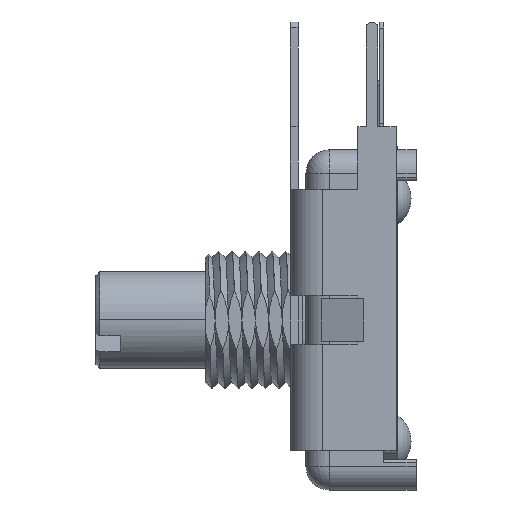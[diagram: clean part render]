
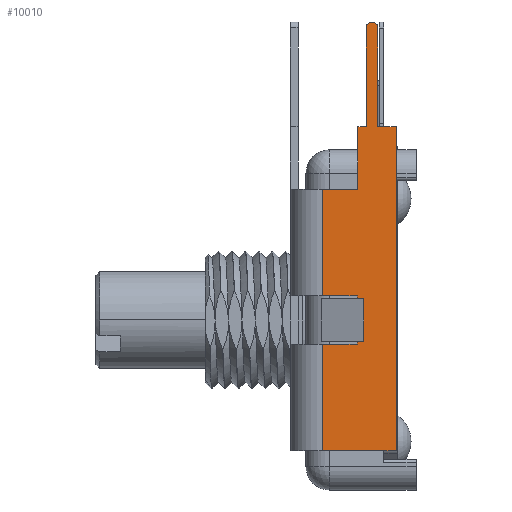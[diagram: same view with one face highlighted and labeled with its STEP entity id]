
A CAD part, left-side view. The second image highlights one B-rep face of the part: STEP entity #10010.
In plain terms, the highlighted planar face has unit normal (-1, 0, 0).
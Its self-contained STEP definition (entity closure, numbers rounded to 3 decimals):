
#130=DIRECTION('',(0.,0.,-1.));
#131=VECTOR('',#130,6.947);
#132=CARTESIAN_POINT('',(-11.684,4.013,8.534));
#133=LINE('',#132,#131);
#154=DIRECTION('',(0.,0.,-1.));
#155=VECTOR('',#154,6.947);
#156=CARTESIAN_POINT('',(-11.684,4.013,-1.588));
#157=LINE('',#156,#155);
#158=DIRECTION('',(0.,0.,-1.));
#159=VECTOR('',#158,0.191);
#160=CARTESIAN_POINT('',(-11.684,1.737,1.588));
#161=LINE('',#160,#159);
#162=DIRECTION('',(0.,-1.,0.));
#163=VECTOR('',#162,2.276);
#164=CARTESIAN_POINT('',(-11.684,4.013,1.588));
#165=LINE('',#164,#163);
#166=DIRECTION('',(0.,1.,0.));
#167=VECTOR('',#166,2.327);
#168=CARTESIAN_POINT('',(-11.684,1.686,8.534));
#169=LINE('',#168,#167);
#170=DIRECTION('',(0.,0.,-1.));
#171=VECTOR('',#170,4.089);
#172=CARTESIAN_POINT('',(-11.684,1.686,12.624));
#173=LINE('',#172,#171);
#174=DIRECTION('',(0.,1.,0.));
#175=VECTOR('',#174,0.533);
#176=CARTESIAN_POINT('',(-11.684,1.153,12.624));
#177=LINE('',#176,#175);
#178=DIRECTION('',(0.,0.,-1.));
#179=VECTOR('',#178,6.452);
#180=CARTESIAN_POINT('',(-11.684,1.153,19.075));
#181=LINE('',#180,#179);
#182=CARTESIAN_POINT('',(-11.684,0.772,19.075));
#183=DIRECTION('',(-1.,0.,0.));
#184=DIRECTION('',(0.,-1.,0.));
#185=AXIS2_PLACEMENT_3D('',#182,#183,#184);
#187=DIRECTION('',(0.,0.,1.));
#188=VECTOR('',#187,6.452);
#189=CARTESIAN_POINT('',(-11.684,0.391,12.624));
#190=LINE('',#189,#188);
#191=DIRECTION('',(0.,1.,0.));
#192=VECTOR('',#191,1.194);
#193=CARTESIAN_POINT('',(-11.684,-0.803,12.624));
#194=LINE('',#193,#192);
#195=DIRECTION('',(0.,0.,1.));
#196=VECTOR('',#195,21.158);
#197=CARTESIAN_POINT('',(-11.684,-0.803,-8.534));
#198=LINE('',#197,#196);
#199=DIRECTION('',(0.,-1.,0.));
#200=VECTOR('',#199,4.816);
#201=CARTESIAN_POINT('',(-11.684,4.013,-8.534));
#202=LINE('',#201,#200);
#203=DIRECTION('',(0.,1.,0.));
#204=VECTOR('',#203,2.276);
#205=CARTESIAN_POINT('',(-11.684,1.737,-1.588));
#206=LINE('',#205,#204);
#207=DIRECTION('',(0.,0.,-1.));
#208=VECTOR('',#207,0.191);
#209=CARTESIAN_POINT('',(-11.684,1.737,-1.397));
#210=LINE('',#209,#208);
#265=DIRECTION('',(0.,1.,0.));
#266=VECTOR('',#265,0.416);
#267=CARTESIAN_POINT('',(-11.684,1.321,-1.397));
#268=LINE('',#267,#266);
#873=DIRECTION('',(0.,1.,0.));
#874=VECTOR('',#873,0.416);
#875=CARTESIAN_POINT('',(-11.684,1.321,1.397));
#876=LINE('',#875,#874);
#5902=DIRECTION('',(0.,0.,1.));
#5903=VECTOR('',#5902,2.794);
#5904=CARTESIAN_POINT('',(-11.684,1.321,-1.397));
#5905=LINE('',#5904,#5903);
#8906=CARTESIAN_POINT('',(-11.684,-0.803,-8.534));
#8907=CARTESIAN_POINT('',(-11.684,-0.803,12.624));
#8908=VERTEX_POINT('',#8906);
#8909=VERTEX_POINT('',#8907);
#8954=CARTESIAN_POINT('',(-11.684,1.737,-1.588));
#8956=VERTEX_POINT('',#8954);
#8958=CARTESIAN_POINT('',(-11.684,1.737,1.588));
#8960=VERTEX_POINT('',#8958);
#8990=CARTESIAN_POINT('',(-11.684,0.391,12.624));
#8991=VERTEX_POINT('',#8990);
#8992=CARTESIAN_POINT('',(-11.684,1.153,12.624));
#8993=CARTESIAN_POINT('',(-11.684,1.686,12.624));
#8994=VERTEX_POINT('',#8992);
#8995=VERTEX_POINT('',#8993);
#8996=CARTESIAN_POINT('',(-11.684,1.686,8.534));
#8997=VERTEX_POINT('',#8996);
#9038=CARTESIAN_POINT('',(-11.684,0.391,19.075));
#9039=CARTESIAN_POINT('',(-11.684,1.153,19.075));
#9040=VERTEX_POINT('',#9038);
#9041=VERTEX_POINT('',#9039);
#9106=CARTESIAN_POINT('',(-11.684,4.013,-8.534));
#9107=VERTEX_POINT('',#9106);
#9118=CARTESIAN_POINT('',(-11.684,4.013,8.534));
#9119=CARTESIAN_POINT('',(-11.684,4.013,1.588));
#9120=VERTEX_POINT('',#9118);
#9121=VERTEX_POINT('',#9119);
#9128=CARTESIAN_POINT('',(-11.684,4.013,-1.588));
#9129=VERTEX_POINT('',#9128);
#9139=CARTESIAN_POINT('',(-11.684,1.737,-1.397));
#9141=VERTEX_POINT('',#9139);
#9146=CARTESIAN_POINT('',(-11.684,1.321,-1.397));
#9147=VERTEX_POINT('',#9146);
#9155=CARTESIAN_POINT('',(-11.684,1.737,1.397));
#9157=VERTEX_POINT('',#9155);
#9162=CARTESIAN_POINT('',(-11.684,1.321,1.397));
#9163=VERTEX_POINT('',#9162);
#9969=CARTESIAN_POINT('',(-11.684,16.342,0.));
#9970=DIRECTION('',(-1.,0.,0.));
#9971=DIRECTION('',(0.,1.,0.));
#9972=AXIS2_PLACEMENT_3D('',#9969,#9970,#9971);
#9973=PLANE('',#9972);
#9975=ORIENTED_EDGE('',*,*,#9974,.F.);
#9977=ORIENTED_EDGE('',*,*,#9976,.T.);
#9979=ORIENTED_EDGE('',*,*,#9978,.T.);
#9981=ORIENTED_EDGE('',*,*,#9980,.F.);
#9983=ORIENTED_EDGE('',*,*,#9982,.F.);
#9984=ORIENTED_EDGE('',*,*,#9944,.F.);
#9986=ORIENTED_EDGE('',*,*,#9985,.F.);
#9988=ORIENTED_EDGE('',*,*,#9987,.F.);
#9990=ORIENTED_EDGE('',*,*,#9989,.F.);
#9992=ORIENTED_EDGE('',*,*,#9991,.F.);
#9994=ORIENTED_EDGE('',*,*,#9993,.F.);
#9996=ORIENTED_EDGE('',*,*,#9995,.F.);
#9998=ORIENTED_EDGE('',*,*,#9997,.F.);
#10000=ORIENTED_EDGE('',*,*,#9999,.F.);
#10002=ORIENTED_EDGE('',*,*,#10001,.F.);
#10003=ORIENTED_EDGE('',*,*,#9964,.F.);
#10005=ORIENTED_EDGE('',*,*,#10004,.F.);
#10007=ORIENTED_EDGE('',*,*,#10006,.F.);
#10008=EDGE_LOOP('',(#9975,#9977,#9979,#9981,#9983,#9984,#9986,#9988,#9990,
#9992,#9994,#9996,#9998,#10000,#10002,#10003,#10005,#10007));
#10009=FACE_OUTER_BOUND('',#10008,.F.);
#10010=ADVANCED_FACE('',(#10009),#9973,.T.);
#186=CIRCLE('',#185,0.381);
#9944=EDGE_CURVE('',#9120,#9121,#133,.T.);
#9964=EDGE_CURVE('',#9129,#9107,#157,.T.);
#9974=EDGE_CURVE('',#9147,#9141,#268,.T.);
#9976=EDGE_CURVE('',#9147,#9163,#5905,.T.);
#9978=EDGE_CURVE('',#9163,#9157,#876,.T.);
#9980=EDGE_CURVE('',#8960,#9157,#161,.T.);
#9982=EDGE_CURVE('',#9121,#8960,#165,.T.);
#9985=EDGE_CURVE('',#8997,#9120,#169,.T.);
#9987=EDGE_CURVE('',#8995,#8997,#173,.T.);
#9989=EDGE_CURVE('',#8994,#8995,#177,.T.);
#9991=EDGE_CURVE('',#9041,#8994,#181,.T.);
#9993=EDGE_CURVE('',#9040,#9041,#186,.T.);
#9995=EDGE_CURVE('',#8991,#9040,#190,.T.);
#9997=EDGE_CURVE('',#8909,#8991,#194,.T.);
#9999=EDGE_CURVE('',#8908,#8909,#198,.T.);
#10001=EDGE_CURVE('',#9107,#8908,#202,.T.);
#10004=EDGE_CURVE('',#8956,#9129,#206,.T.);
#10006=EDGE_CURVE('',#9141,#8956,#210,.T.);
